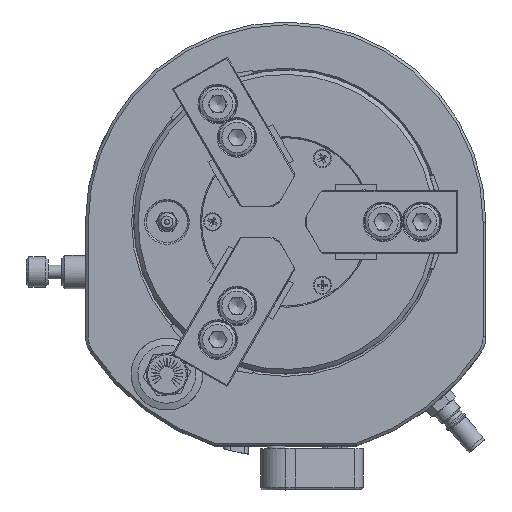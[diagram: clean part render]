
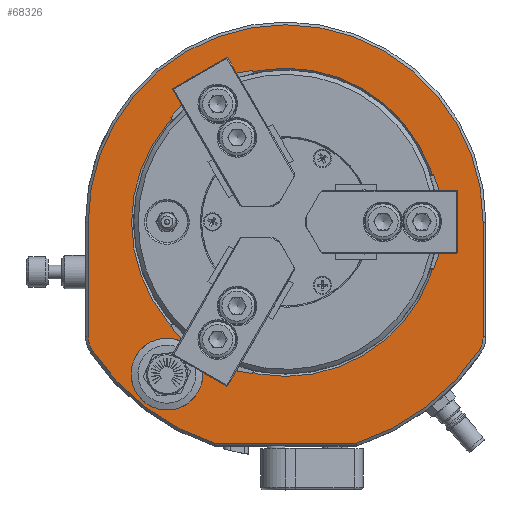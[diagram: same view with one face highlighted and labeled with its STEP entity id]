
A CAD part, top view. The second image highlights one B-rep face of the part: STEP entity #68326.
In plain terms, the highlighted planar face has unit normal (0, 0, 1).
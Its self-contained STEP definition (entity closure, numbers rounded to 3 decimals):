
#1162=FACE_BOUND('',#8649,.T.);
#1163=FACE_BOUND('',#8650,.T.);
#1652=PLANE('',#72468);
#4948=FACE_OUTER_BOUND('',#8648,.T.);
#8648=EDGE_LOOP('',(#47938,#47939,#47940,#47941,#47942,#47943,#47944,#47945));
#8649=EDGE_LOOP('',(#47946));
#8650=EDGE_LOOP('',(#47947,#47948));
#12474=LINE('',#97942,#20148);
#12479=LINE('',#97970,#20153);
#12483=LINE('',#97982,#20157);
#20148=VECTOR('',#79083,10.);
#20153=VECTOR('',#79102,10.);
#20157=VECTOR('',#79114,10.);
#27770=CIRCLE('',#72420,55.8);
#27774=CIRCLE('',#72426,84.);
#27776=CIRCLE('',#72429,9.);
#27777=CIRCLE('',#72432,71.5);
#27780=CIRCLE('',#72437,9.);
#27781=CIRCLE('',#72439,84.);
#27790=CIRCLE('',#72469,13.);
#27791=CIRCLE('',#72470,13.);
#29318=VERTEX_POINT('',#95844);
#29319=VERTEX_POINT('',#95845);
#29804=VERTEX_POINT('',#97932);
#29807=VERTEX_POINT('',#97940);
#29808=VERTEX_POINT('',#97941);
#29812=VERTEX_POINT('',#97957);
#29814=VERTEX_POINT('',#97963);
#29815=VERTEX_POINT('',#97967);
#29817=VERTEX_POINT('',#97973);
#29819=VERTEX_POINT('',#97979);
#29822=VERTEX_POINT('',#97987);
#36654=EDGE_CURVE('',#29804,#29804,#27770,.T.);
#36658=EDGE_CURVE('',#29807,#29808,#12474,.T.);
#36664=EDGE_CURVE('',#29812,#29807,#27774,.T.);
#36667=EDGE_CURVE('',#29814,#29812,#27776,.T.);
#36669=EDGE_CURVE('',#29815,#29814,#12479,.T.);
#36672=EDGE_CURVE('',#29817,#29815,#27777,.T.);
#36675=EDGE_CURVE('',#29819,#29817,#12483,.T.);
#36679=EDGE_CURVE('',#29822,#29819,#27780,.T.);
#36680=EDGE_CURVE('',#29808,#29822,#27781,.T.);
#36732=EDGE_CURVE('',#29318,#29319,#27790,.T.);
#36733=EDGE_CURVE('',#29319,#29318,#27791,.T.);
#47938=ORIENTED_EDGE('',*,*,#36680,.F.);
#47939=ORIENTED_EDGE('',*,*,#36658,.F.);
#47940=ORIENTED_EDGE('',*,*,#36664,.F.);
#47941=ORIENTED_EDGE('',*,*,#36667,.F.);
#47942=ORIENTED_EDGE('',*,*,#36669,.F.);
#47943=ORIENTED_EDGE('',*,*,#36672,.F.);
#47944=ORIENTED_EDGE('',*,*,#36675,.F.);
#47945=ORIENTED_EDGE('',*,*,#36679,.F.);
#47946=ORIENTED_EDGE('',*,*,#36654,.F.);
#47947=ORIENTED_EDGE('',*,*,#36732,.F.);
#47948=ORIENTED_EDGE('',*,*,#36733,.F.);
#68326=ADVANCED_FACE('',(#4948,#1162,#1163),#1652,.T.);
#72420=AXIS2_PLACEMENT_3D('',#97933,#79074,#79075);
#72426=AXIS2_PLACEMENT_3D('',#97959,#79090,#79091);
#72429=AXIS2_PLACEMENT_3D('',#97965,#79097,#79098);
#72432=AXIS2_PLACEMENT_3D('',#97976,#79107,#79108);
#72437=AXIS2_PLACEMENT_3D('',#97989,#79121,#79122);
#72439=AXIS2_PLACEMENT_3D('',#97991,#79125,#79126);
#72468=AXIS2_PLACEMENT_3D('',#98245,#79206,#79207);
#72469=AXIS2_PLACEMENT_3D('',#98246,#79208,#79209);
#72470=AXIS2_PLACEMENT_3D('',#98247,#79210,#79211);
#79074=DIRECTION('center_axis',(0.,0.,
1.));
#79075=DIRECTION('ref_axis',(1.,0.,0.));
#79083=DIRECTION('',(-1.,0.,0.));
#79090=DIRECTION('center_axis',(0.,0.,
-1.));
#79091=DIRECTION('ref_axis',(1.,0.,0.));
#79097=DIRECTION('center_axis',(0.,0.,
-1.));
#79098=DIRECTION('ref_axis',(0.957,-0.289,0.));
#79102=DIRECTION('',(0.,-1.,0.));
#79107=DIRECTION('center_axis',(0.,0.,
-1.));
#79108=DIRECTION('ref_axis',(1.,0.,0.));
#79114=DIRECTION('',(0.,1.,0.));
#79121=DIRECTION('center_axis',(0.,0.,
-1.));
#79122=DIRECTION('ref_axis',(-0.957,-0.289,0.));
#79125=DIRECTION('center_axis',(0.,0.,
-1.));
#79126=DIRECTION('ref_axis',(-1.,0.,0.));
#79206=DIRECTION('center_axis',(0.,0.,
1.));
#79207=DIRECTION('ref_axis',(1.,0.,0.));
#79208=DIRECTION('center_axis',(0.,0.,
1.));
#79209=DIRECTION('ref_axis',(-1.,0.,0.));
#79210=DIRECTION('center_axis',(0.,0.,
1.));
#79211=DIRECTION('ref_axis',(-1.,0.,0.));
#95844=CARTESIAN_POINT('',(-30.,-55.,28.));
#95845=CARTESIAN_POINT('',(-53.459,-62.721,28.));
#97932=CARTESIAN_POINT('',(-55.8,0.,28.));
#97933=CARTESIAN_POINT('Origin',(0.,0.,
28.));
#97940=CARTESIAN_POINT('',(25.612,-80.,28.));
#97941=CARTESIAN_POINT('',(-25.612,-80.,28.));
#97942=CARTESIAN_POINT('',(-55.384,-80.,28.));
#97957=CARTESIAN_POINT('',(70.,-46.433,28.));
#97959=CARTESIAN_POINT('Origin',(0.,0.,
28.));
#97963=CARTESIAN_POINT('',(71.5,-41.458,28.));
#97965=CARTESIAN_POINT('Origin',(62.5,-41.458,28.));
#97967=CARTESIAN_POINT('',(71.5,0.,28.));
#97970=CARTESIAN_POINT('',(71.5,-35.,28.));
#97973=CARTESIAN_POINT('',(-71.5,0.,28.));
#97976=CARTESIAN_POINT('Origin',(0.,0.,
28.));
#97979=CARTESIAN_POINT('',(-71.5,-41.458,28.));
#97982=CARTESIAN_POINT('',(-71.5,0.,28.));
#97987=CARTESIAN_POINT('',(-70.,-46.433,28.));
#97989=CARTESIAN_POINT('Origin',(-62.5,-41.458,28.));
#97991=CARTESIAN_POINT('Origin',(0.,0.,
28.));
#98245=CARTESIAN_POINT('Origin',(-85.,0.,
28.));
#98246=CARTESIAN_POINT('Origin',(-43.,-55.,28.));
#98247=CARTESIAN_POINT('Origin',(-43.,-55.,28.));
